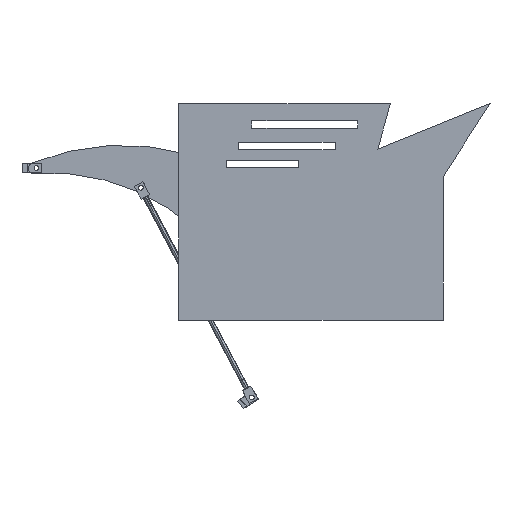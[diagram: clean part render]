
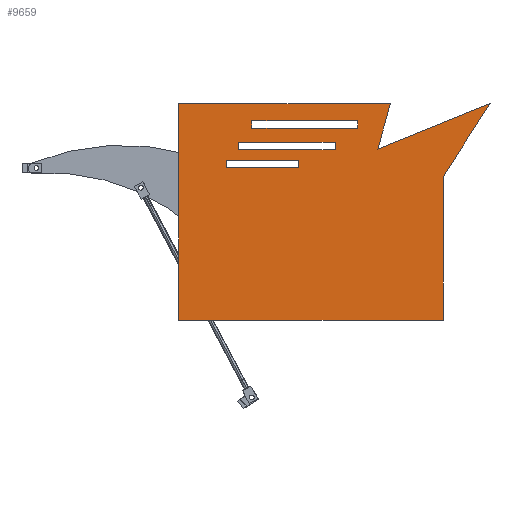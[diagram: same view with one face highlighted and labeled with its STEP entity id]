
A CAD part, left-side view. The second image highlights one B-rep face of the part: STEP entity #9659.
In plain terms, the highlighted face is planar.
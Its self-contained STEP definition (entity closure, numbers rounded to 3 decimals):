
#9331=CARTESIAN_POINT('Line Origine',(5.,-465.591,23.257)) ;
#9335=CARTESIAN_POINT('Vertex',(5.,-685.591,23.257)) ;
#9337=CARTESIAN_POINT('Vertex',(5.,-245.591,23.257)) ;
#9371=CARTESIAN_POINT('Line Origine',(5.,-258.728,-24.211)) ;
#9375=CARTESIAN_POINT('Vertex',(5.,-271.866,-71.679)) ;
#9402=CARTESIAN_POINT('Line Origine',(5.,-155.29,-24.211)) ;
#9406=CARTESIAN_POINT('Vertex',(5.,-38.713,23.257)) ;
#9433=CARTESIAN_POINT('Line Origine',(5.,-87.152,-52.266)) ;
#9437=CARTESIAN_POINT('Vertex',(5.,-135.591,-127.788)) ;
#9464=CARTESIAN_POINT('Line Origine',(5.,-135.591,-277.266)) ;
#9468=CARTESIAN_POINT('Vertex',(5.,-135.591,-426.743)) ;
#9495=CARTESIAN_POINT('Line Origine',(5.,-410.591,-426.743)) ;
#9499=CARTESIAN_POINT('Vertex',(5.,-685.591,-426.743)) ;
#9526=CARTESIAN_POINT('Line Origine',(5.,-685.591,-201.743)) ;
#9543=CARTESIAN_POINT('Axis2P3D Location',(5.,0.,0.)) ;
#9557=CARTESIAN_POINT('Line Origine',(5.,-511.331,-94.684)) ;
#9561=CARTESIAN_POINT('Vertex',(5.,-586.331,-94.684)) ;
#9563=CARTESIAN_POINT('Vertex',(5.,-436.331,-94.684)) ;
#9566=CARTESIAN_POINT('Line Origine',(5.,-436.331,-102.184)) ;
#9570=CARTESIAN_POINT('Vertex',(5.,-436.331,-109.684)) ;
#9573=CARTESIAN_POINT('Line Origine',(5.,-511.331,-109.684)) ;
#9577=CARTESIAN_POINT('Vertex',(5.,-586.331,-109.684)) ;
#9580=CARTESIAN_POINT('Line Origine',(5.,-586.331,-102.184)) ;
#9591=CARTESIAN_POINT('Line Origine',(5.,-460.593,-57.221)) ;
#9595=CARTESIAN_POINT('Vertex',(5.,-560.593,-57.221)) ;
#9597=CARTESIAN_POINT('Vertex',(5.,-360.593,-57.221)) ;
#9600=CARTESIAN_POINT('Line Origine',(5.,-360.593,-64.721)) ;
#9604=CARTESIAN_POINT('Vertex',(5.,-360.593,-72.221)) ;
#9607=CARTESIAN_POINT('Line Origine',(5.,-460.593,-72.221)) ;
#9611=CARTESIAN_POINT('Vertex',(5.,-560.593,-72.221)) ;
#9614=CARTESIAN_POINT('Line Origine',(5.,-560.593,-64.721)) ;
#9625=CARTESIAN_POINT('Line Origine',(5.,-423.326,-12.662)) ;
#9629=CARTESIAN_POINT('Vertex',(5.,-533.326,-12.662)) ;
#9631=CARTESIAN_POINT('Vertex',(5.,-313.326,-12.662)) ;
#9634=CARTESIAN_POINT('Line Origine',(5.,-313.326,-20.162)) ;
#9638=CARTESIAN_POINT('Vertex',(5.,-313.326,-27.662)) ;
#9641=CARTESIAN_POINT('Line Origine',(5.,-423.326,-27.662)) ;
#9645=CARTESIAN_POINT('Vertex',(5.,-533.326,-27.662)) ;
#9648=CARTESIAN_POINT('Line Origine',(5.,-533.326,-20.162)) ;
#9332=DIRECTION('Vector Direction',(0.,-1.,0.)) ;
#9372=DIRECTION('Vector Direction',(0.,0.267,0.964)) ;
#9403=DIRECTION('Vector Direction',(0.,-0.926,-0.377)) ;
#9434=DIRECTION('Vector Direction',(0.,0.54,0.842)) ;
#9465=DIRECTION('Vector Direction',(0.,0.,-1.)) ;
#9496=DIRECTION('Vector Direction',(0.,1.,0.)) ;
#9527=DIRECTION('Vector Direction',(0.,0.,-1.)) ;
#9544=DIRECTION('Axis2P3D Direction',(-1.,0.,0.)) ;
#9545=DIRECTION('Axis2P3D XDirection',(0.,-1.,0.)) ;
#9558=DIRECTION('Vector Direction',(0.,-1.,0.)) ;
#9567=DIRECTION('Vector Direction',(0.,0.,-1.)) ;
#9574=DIRECTION('Vector Direction',(0.,1.,0.)) ;
#9581=DIRECTION('Vector Direction',(0.,0.,1.)) ;
#9592=DIRECTION('Vector Direction',(0.,-1.,0.)) ;
#9601=DIRECTION('Vector Direction',(0.,0.,-1.)) ;
#9608=DIRECTION('Vector Direction',(0.,1.,0.)) ;
#9615=DIRECTION('Vector Direction',(0.,0.,1.)) ;
#9626=DIRECTION('Vector Direction',(0.,-1.,0.)) ;
#9635=DIRECTION('Vector Direction',(0.,0.,-1.)) ;
#9642=DIRECTION('Vector Direction',(0.,1.,0.)) ;
#9649=DIRECTION('Vector Direction',(0.,0.,1.)) ;
#9546=AXIS2_PLACEMENT_3D('Plane Axis2P3D',#9543,#9544,#9545) ;
#9549=ORIENTED_EDGE('',*,*,#9530,.F.) ;
#9550=ORIENTED_EDGE('',*,*,#9501,.F.) ;
#9551=ORIENTED_EDGE('',*,*,#9470,.F.) ;
#9552=ORIENTED_EDGE('',*,*,#9439,.F.) ;
#9553=ORIENTED_EDGE('',*,*,#9408,.F.) ;
#9554=ORIENTED_EDGE('',*,*,#9377,.F.) ;
#9555=ORIENTED_EDGE('',*,*,#9339,.F.) ;
#9586=ORIENTED_EDGE('',*,*,#9565,.T.) ;
#9587=ORIENTED_EDGE('',*,*,#9572,.T.) ;
#9588=ORIENTED_EDGE('',*,*,#9579,.T.) ;
#9589=ORIENTED_EDGE('',*,*,#9584,.T.) ;
#9620=ORIENTED_EDGE('',*,*,#9599,.T.) ;
#9621=ORIENTED_EDGE('',*,*,#9606,.T.) ;
#9622=ORIENTED_EDGE('',*,*,#9613,.T.) ;
#9623=ORIENTED_EDGE('',*,*,#9618,.T.) ;
#9654=ORIENTED_EDGE('',*,*,#9633,.T.) ;
#9655=ORIENTED_EDGE('',*,*,#9640,.T.) ;
#9656=ORIENTED_EDGE('',*,*,#9647,.T.) ;
#9657=ORIENTED_EDGE('',*,*,#9652,.T.) ;
#9590=FACE_BOUND('',#9585,.T.) ;
#9624=FACE_BOUND('',#9619,.T.) ;
#9658=FACE_BOUND('',#9653,.T.) ;
#9333=VECTOR('Line Direction',#9332,1.) ;
#9373=VECTOR('Line Direction',#9372,1.) ;
#9404=VECTOR('Line Direction',#9403,1.) ;
#9435=VECTOR('Line Direction',#9434,1.) ;
#9466=VECTOR('Line Direction',#9465,1.) ;
#9497=VECTOR('Line Direction',#9496,1.) ;
#9528=VECTOR('Line Direction',#9527,1.) ;
#9559=VECTOR('Line Direction',#9558,1.) ;
#9568=VECTOR('Line Direction',#9567,1.) ;
#9575=VECTOR('Line Direction',#9574,1.) ;
#9582=VECTOR('Line Direction',#9581,1.) ;
#9593=VECTOR('Line Direction',#9592,1.) ;
#9602=VECTOR('Line Direction',#9601,1.) ;
#9609=VECTOR('Line Direction',#9608,1.) ;
#9616=VECTOR('Line Direction',#9615,1.) ;
#9627=VECTOR('Line Direction',#9626,1.) ;
#9636=VECTOR('Line Direction',#9635,1.) ;
#9643=VECTOR('Line Direction',#9642,1.) ;
#9650=VECTOR('Line Direction',#9649,1.) ;
#9659=ADVANCED_FACE('',(#9556,#9590,#9624,#9658),#9547,.F.) ;
#9339=EDGE_CURVE('',#9336,#9338,#9334,.F.) ;
#9377=EDGE_CURVE('',#9338,#9376,#9374,.F.) ;
#9408=EDGE_CURVE('',#9376,#9407,#9405,.F.) ;
#9439=EDGE_CURVE('',#9407,#9438,#9436,.F.) ;
#9470=EDGE_CURVE('',#9438,#9469,#9467,.T.) ;
#9501=EDGE_CURVE('',#9469,#9500,#9498,.F.) ;
#9530=EDGE_CURVE('',#9500,#9336,#9529,.F.) ;
#9565=EDGE_CURVE('',#9562,#9564,#9560,.F.) ;
#9572=EDGE_CURVE('',#9564,#9571,#9569,.T.) ;
#9579=EDGE_CURVE('',#9571,#9578,#9576,.F.) ;
#9584=EDGE_CURVE('',#9578,#9562,#9583,.T.) ;
#9599=EDGE_CURVE('',#9596,#9598,#9594,.F.) ;
#9606=EDGE_CURVE('',#9598,#9605,#9603,.T.) ;
#9613=EDGE_CURVE('',#9605,#9612,#9610,.F.) ;
#9618=EDGE_CURVE('',#9612,#9596,#9617,.T.) ;
#9633=EDGE_CURVE('',#9630,#9632,#9628,.F.) ;
#9640=EDGE_CURVE('',#9632,#9639,#9637,.T.) ;
#9647=EDGE_CURVE('',#9639,#9646,#9644,.F.) ;
#9652=EDGE_CURVE('',#9646,#9630,#9651,.T.) ;
#9548=EDGE_LOOP('',(#9549,#9550,#9551,#9552,#9553,#9554,#9555)) ;
#9585=EDGE_LOOP('',(#9586,#9587,#9588,#9589)) ;
#9619=EDGE_LOOP('',(#9620,#9621,#9622,#9623)) ;
#9653=EDGE_LOOP('',(#9654,#9655,#9656,#9657)) ;
#9556=FACE_OUTER_BOUND('',#9548,.T.) ;
#9334=LINE('Line',#9331,#9333) ;
#9374=LINE('Line',#9371,#9373) ;
#9405=LINE('Line',#9402,#9404) ;
#9436=LINE('Line',#9433,#9435) ;
#9467=LINE('Line',#9464,#9466) ;
#9498=LINE('Line',#9495,#9497) ;
#9529=LINE('Line',#9526,#9528) ;
#9560=LINE('Line',#9557,#9559) ;
#9569=LINE('Line',#9566,#9568) ;
#9576=LINE('Line',#9573,#9575) ;
#9583=LINE('Line',#9580,#9582) ;
#9594=LINE('Line',#9591,#9593) ;
#9603=LINE('Line',#9600,#9602) ;
#9610=LINE('Line',#9607,#9609) ;
#9617=LINE('Line',#9614,#9616) ;
#9628=LINE('Line',#9625,#9627) ;
#9637=LINE('Line',#9634,#9636) ;
#9644=LINE('Line',#9641,#9643) ;
#9651=LINE('Line',#9648,#9650) ;
#9547=PLANE('Plane',#9546) ;
#9336=VERTEX_POINT('',#9335) ;
#9338=VERTEX_POINT('',#9337) ;
#9376=VERTEX_POINT('',#9375) ;
#9407=VERTEX_POINT('',#9406) ;
#9438=VERTEX_POINT('',#9437) ;
#9469=VERTEX_POINT('',#9468) ;
#9500=VERTEX_POINT('',#9499) ;
#9562=VERTEX_POINT('',#9561) ;
#9564=VERTEX_POINT('',#9563) ;
#9571=VERTEX_POINT('',#9570) ;
#9578=VERTEX_POINT('',#9577) ;
#9596=VERTEX_POINT('',#9595) ;
#9598=VERTEX_POINT('',#9597) ;
#9605=VERTEX_POINT('',#9604) ;
#9612=VERTEX_POINT('',#9611) ;
#9630=VERTEX_POINT('',#9629) ;
#9632=VERTEX_POINT('',#9631) ;
#9639=VERTEX_POINT('',#9638) ;
#9646=VERTEX_POINT('',#9645) ;
